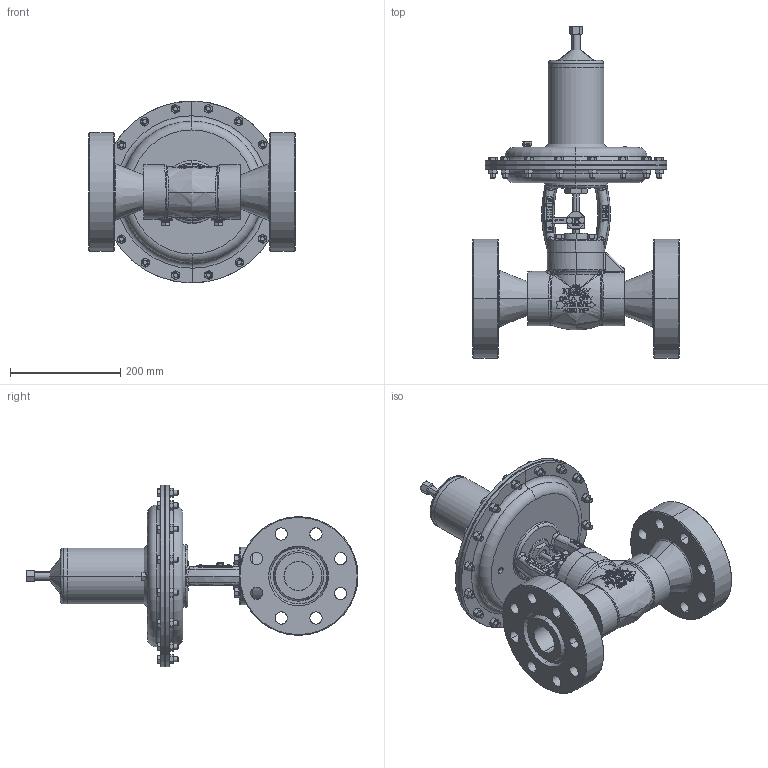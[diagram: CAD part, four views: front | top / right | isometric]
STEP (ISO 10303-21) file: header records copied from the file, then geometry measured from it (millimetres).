
FILE_DESCRIPTION (( 'STEP AP203' ), '1' );
FILE_NAME ('2 INCH HPMV FMT 2-16 API 5000# PO W65 TWKS (MCH).STEP', '2014-01-24T21:20:54', ( 'PCTech' ), ( 'Microsoft' ), 'SwSTEP 2.0', 'SolidWorks 2013', '' );
FILE_SCHEMA (( 'CONFIG_CONTROL_DESIGN' ));
Products named in the file (1): 2 INCH HPMV FMT 2-16 API 5000# PO W65 TWKS (MCH)
Bounding box: 374.6 x 602.88 x 330.2 mm (x, y, z)
Volume: 10600592.7 mm3; surface area: 1295316.3 mm2
Topology: 78 solids, 78 shells, 3328 faces, 8110 edges, 5104 vertices
Faces by surface type: plane 1473, bspline 656, cone 583, cylinder 392, torus 188, sphere 36
Entity records: 166910 total; most frequent: CARTESIAN_POINT 95584, ORIENTED_EDGE 16146, DIRECTION 12282, EDGE_CURVE 8073, VERTEX_POINT 5101, AXIS2_PLACEMENT_3D 4471, EDGE_LOOP 3572, LINE 3340
